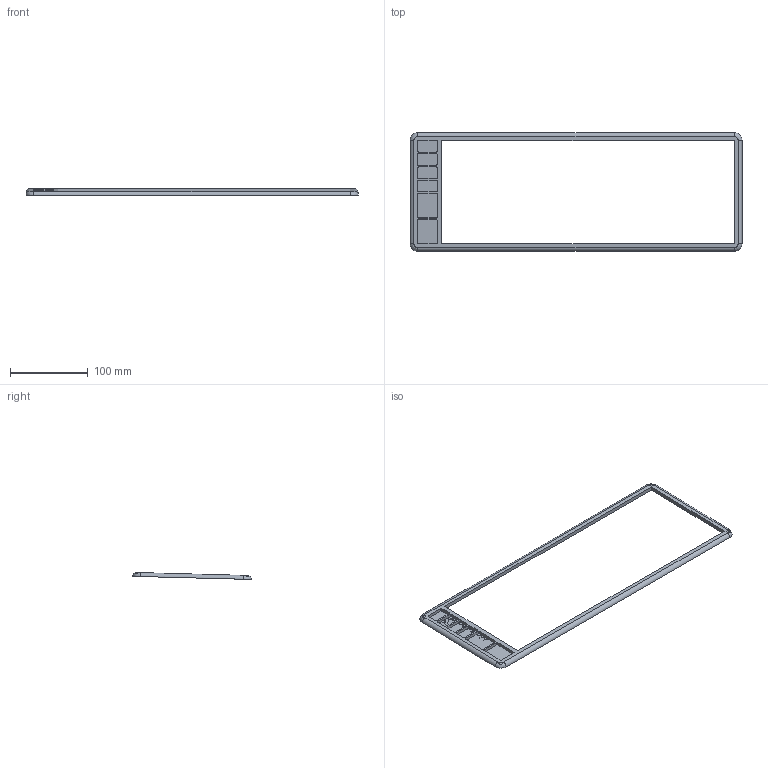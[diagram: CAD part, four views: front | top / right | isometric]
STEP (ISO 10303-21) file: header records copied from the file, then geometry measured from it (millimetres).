
FILE_DESCRIPTION(/* description */ ('','CAx-IF Rec.Pracs.---Representation and Presentation of Product Manufacturing Information (PMI)---4.0---2014-10-13'),/* implementation_level */ '2;1');
FILE_NAME(/* name */ 'top.step',/* time_stamp */ '2025-03-09T16:32:19+01:00',/* author */ (''),/* organization */ (''),/* preprocessor_version */ 'ST-DEVELOPER v20',/* originating_system */ 'Autodesk Translation Framework v13.20.0.188',/* authorisation */ '');
FILE_SCHEMA (('AP242_MANAGED_MODEL_BASED_3D_ENGINEERING_MIM_LF { 1 0 10303 442 1 1 4 }'));
Length unit declared in the file: millimetre
Products named in the file (1): Speedykeeb_case
Bounding box: 428 x 152.95 x 8.87 mm (x, y, z)
Volume: 57546.4 mm3; surface area: 41422.2 mm2
Topology: 1 solids, 1 shells, 613 faces, 1692 edges, 1128 vertices
Faces by surface type: bspline 394, plane 187, cylinder 32
Full cylindrical faces by diameter (mm): 4.7 x4
Entity records: 23141 total; most frequent: CARTESIAN_POINT 10096, ORIENTED_EDGE 3384, EDGE_CURVE 1692, DIRECTION 1424, VERTEX_POINT 1128, LINE 840, VECTOR 840, B_SPLINE_CURVE_WITH_KNOTS 780
